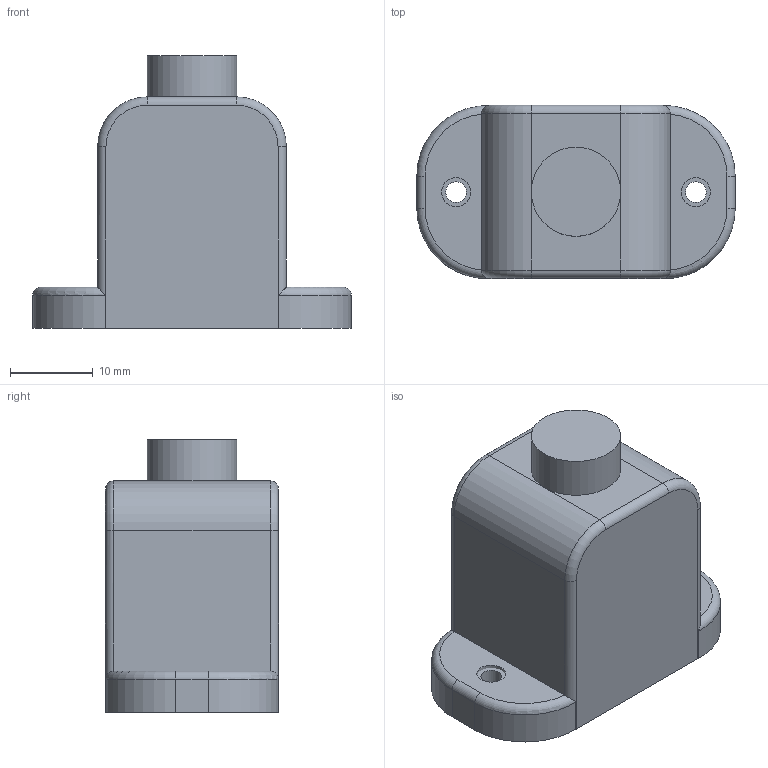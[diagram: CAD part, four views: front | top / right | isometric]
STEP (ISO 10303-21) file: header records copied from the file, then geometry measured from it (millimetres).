
FILE_DESCRIPTION(('STEP AP214'),'1');
FILE_NAME('EthernetExtender.stp','2017-06-20T09:20:52',(' '),(' '),'Spatial InterOp 3D',' ',' ');
FILE_SCHEMA(('automotive_design'));
Length unit declared in the file: millimetre
Products named in the file (4): EthernetExtender; Non-std; Mold
Assembly tree (4 placements, depth 2):
  EthernetExtender
    (unnamed)  x2
    Non-std
    Mold
Bounding box: 38.5 x 20.92 x 33 mm (x, y, z)
Volume: 12296 mm3; surface area: 8419 mm2
Topology: 4 solids, 6 shells, 481 faces, 1301 edges, 847 vertices
Faces by surface type: plane 394, cylinder 71, cone 8, torus 8
Full cylindrical faces by diameter (mm): 2.5 x2, 3.5 x2, 10.8 x1
Entity records: 18516 total; most frequent: CARTESIAN_POINT 2714, ORIENTED_EDGE 2548, DIRECTION 2345, EDGE_CURVE 1274, LINE 1105, VECTOR 1105, VERTEX_POINT 833, AXIS2_PLACEMENT_3D 620
